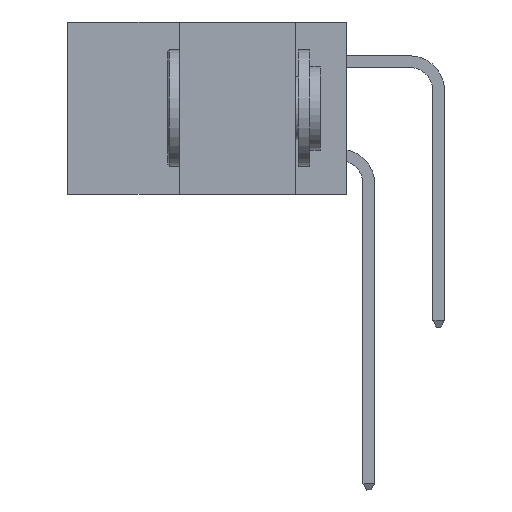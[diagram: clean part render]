
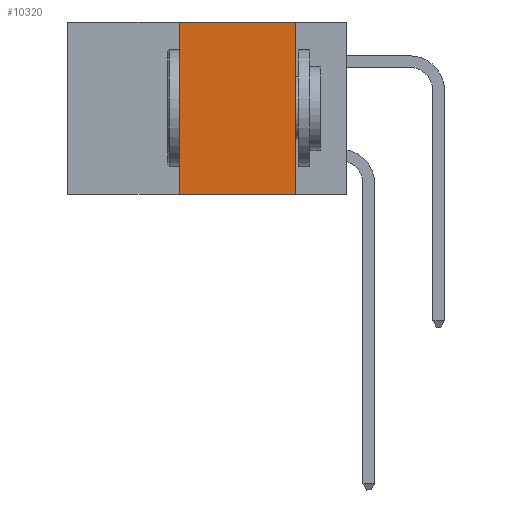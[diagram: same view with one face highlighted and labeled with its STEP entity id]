
A CAD part, left-side view. The second image highlights one B-rep face of the part: STEP entity #10320.
In plain terms, the highlighted planar face has unit normal (-1, 0, 0).
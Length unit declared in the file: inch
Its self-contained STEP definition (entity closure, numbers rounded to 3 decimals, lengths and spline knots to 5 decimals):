
#365 = EDGE_CURVE ( 'NONE', #14120, #7191, #7716, .T. ) ;
#787 = LINE ( 'NONE', #9172, #1138 ) ;
#811 = CARTESIAN_POINT ( 'NONE',  ( 0., 0.36, 0. ) ) ;
#1138 = VECTOR ( 'NONE', #11421, 39.37008 ) ;
#1386 = FACE_OUTER_BOUND ( 'NONE', #5044, .T. ) ;
#1468 = DIRECTION ( 'NONE',  ( 0., -1., 0. ) ) ;
#1502 = ORIENTED_EDGE ( 'NONE', *, *, #7507, .F. ) ;
#1851 = PLANE ( 'NONE',  #13606 ) ;
#2602 = CARTESIAN_POINT ( 'NONE',  ( 0., 0.6, 0. ) ) ;
#2882 = ORIENTED_EDGE ( 'NONE', *, *, #365, .F. ) ;
#3394 = DIRECTION ( 'NONE',  ( 0., -1., 0. ) ) ;
#4084 = CARTESIAN_POINT ( 'NONE',  ( 0., 0.6, 0. ) ) ;
#4380 = VECTOR ( 'NONE', #13666, 39.37008 ) ;
#4701 = VECTOR ( 'NONE', #3394, 39.37008 ) ;
#5044 = EDGE_LOOP ( 'NONE', ( #1502, #9400, #2882, #10868 ) ) ;
#5417 = LINE ( 'NONE', #11253, #4701 ) ;
#5492 = DIRECTION ( 'NONE',  ( 0., 0., -1. ) ) ;
#6736 = LINE ( 'NONE', #2602, #9040 ) ;
#6811 = CARTESIAN_POINT ( 'NONE',  ( 0., 0.36, -0.37 ) ) ;
#7191 = VERTEX_POINT ( 'NONE', #811 ) ;
#7483 = DIRECTION ( 'NONE',  ( 1., 0., 0. ) ) ;
#7507 = EDGE_CURVE ( 'NONE', #13156, #7769, #787, .T. ) ;
#7716 = LINE ( 'NONE', #8173, #4380 ) ;
#7769 = VERTEX_POINT ( 'NONE', #10654 ) ;
#8173 = CARTESIAN_POINT ( 'NONE',  ( 0., 0.36, 0. ) ) ;
#9040 = VECTOR ( 'NONE', #1468, 39.37008 ) ;
#9172 = CARTESIAN_POINT ( 'NONE',  ( 0., 0.11, 0. ) ) ;
#9400 = ORIENTED_EDGE ( 'NONE', *, *, #13510, .F. ) ;
#9784 = CARTESIAN_POINT ( 'NONE',  ( 0., 0.11, 0. ) ) ;
#10320 = ADVANCED_FACE ( 'NONE', ( #1386 ), #1851, .F. ) ;
#10654 = CARTESIAN_POINT ( 'NONE',  ( 0., 0.11, -0.37 ) ) ;
#10868 = ORIENTED_EDGE ( 'NONE', *, *, #11008, .T. ) ;
#11008 = EDGE_CURVE ( 'NONE', #14120, #7769, #5417, .T. ) ;
#11253 = CARTESIAN_POINT ( 'NONE',  ( 0., 0.6, -0.37 ) ) ;
#11421 = DIRECTION ( 'NONE',  ( 0., 0., -1. ) ) ;
#13156 = VERTEX_POINT ( 'NONE', #9784 ) ;
#13510 = EDGE_CURVE ( 'NONE', #7191, #13156, #6736, .T. ) ;
#13606 = AXIS2_PLACEMENT_3D ( 'NONE', #4084, #7483, #5492 ) ;
#13666 = DIRECTION ( 'NONE',  ( 0., 0., 1. ) ) ;
#14120 = VERTEX_POINT ( 'NONE', #6811 ) ;
